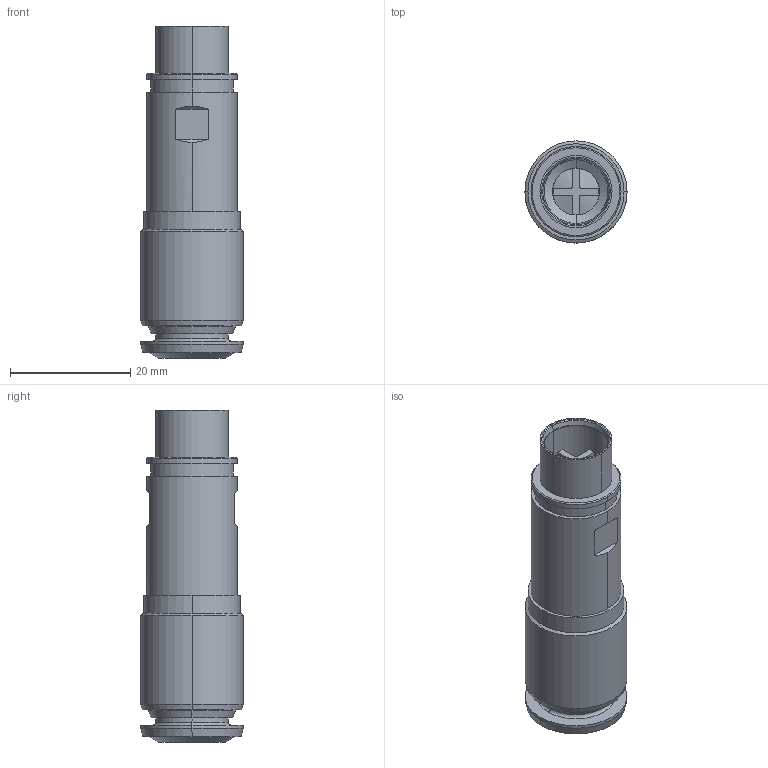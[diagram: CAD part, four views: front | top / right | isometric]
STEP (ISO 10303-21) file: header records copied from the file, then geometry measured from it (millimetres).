
FILE_DESCRIPTION(('Creo Elements/Direct Modeling STEP Export'),'2;1');
FILE_NAME('0ln7uvk5p6o8qmf4976','2023-02-13T16:35:21',(''),(''),'Creo Elements/Direct Modeling STEP processor for AP214 (Solid Model)','Creo Elements/Direct Modeling 20.1B 02-Apr-2019 (C) Parametric Technology GmbH','');
FILE_SCHEMA(('AUTOMOTIVE_DESIGN { 1 0 10303 214 1 1 1 1 }'));
Length unit declared in the file: millimetre
Products named in the file (2): CX 10 MPQV
Assembly tree (1 placements, depth 2):
  CX 10 MPQV
    CX 10 MPQV
Bounding box: 17 x 17 x 55.25 mm (x, y, z)
Volume: 6563 mm3; surface area: 5123.7 mm2
Topology: 1 solids, 1 shells, 159 faces, 415 edges, 271 vertices
Faces by surface type: plane 53, cone 52, cylinder 42, torus 12
Entity records: 6736 total; most frequent: CARTESIAN_POINT 1852, ORIENTED_EDGE 830, DIRECTION 620, EDGE_CURVE 415, VERTEX_POINT 271, AXIS2_PLACEMENT_3D 251, EDGE_LOOP 172, COLOUR_RGB 160
